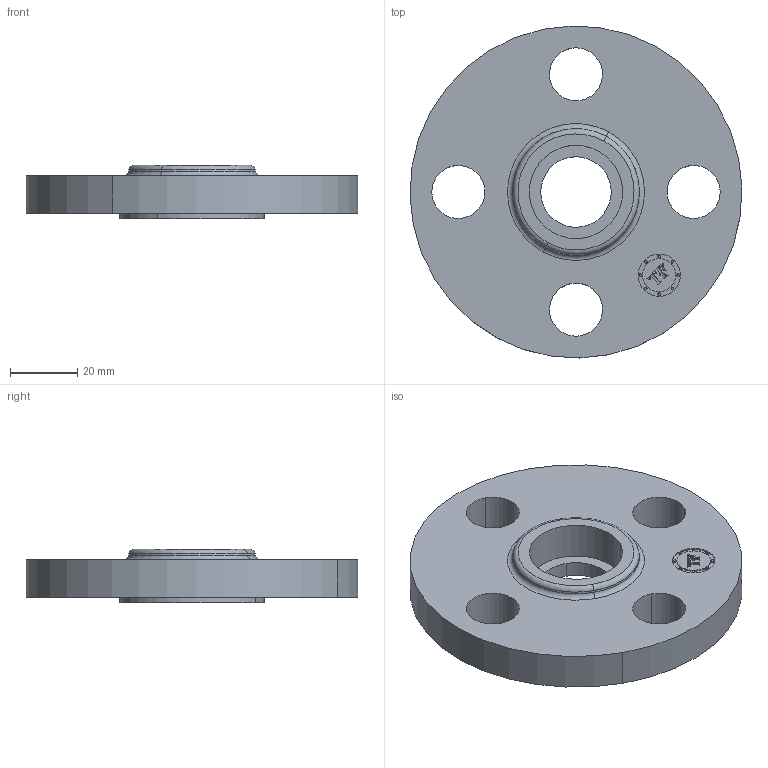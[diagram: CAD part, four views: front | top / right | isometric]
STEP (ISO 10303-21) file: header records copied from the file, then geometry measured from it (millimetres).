
FILE_DESCRIPTION(('3D STEP'),'2;1');
FILE_NAME('0.75-150-SOCKET-WELD-RF-STD-FLANGE.stp','2013-01-25T06:09:30+00:00',('Texas Flange'),(''),'CATIA Version 5 Release 20 SP 6 (IN-10)','CATIA V5 STEP AP214','800-826-3801');
FILE_SCHEMA(('AUTOMOTIVE_DESIGN { 1 0 10303 214 1 1 1 1 }'));
Length unit declared in the file: inch
Products named in the file (1): 0.75-150-SOCKET-WELD-RF-STD-FLANGE
Bounding box: 98.52 x 98.52 x 15.81 mm (x, y, z)
Volume: 73880.1 mm3; surface area: 20433.5 mm2
Topology: 1 solids, 1 shells, 412 faces, 1166 edges, 776 vertices
Faces by surface type: plane 370, cylinder 36, torus 4, cone 2
Entity records: 15510 total; most frequent: ORIENTED_EDGE 2332, CARTESIAN_POINT 2310, DIRECTION 1900, EDGE_CURVE 1166, VECTOR 1082, LINE 1082, VERTEX_POINT 776, AXIS2_PLACEMENT_3D 452
